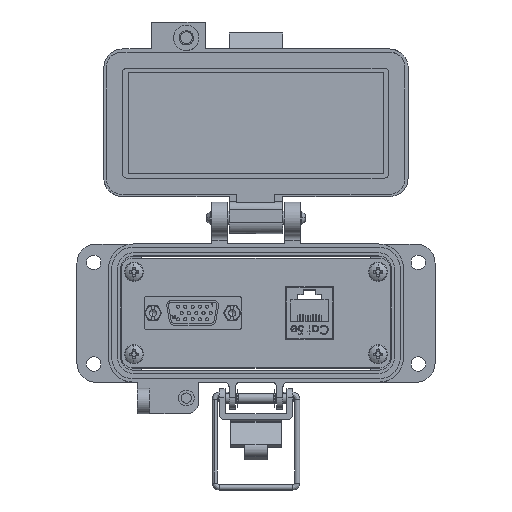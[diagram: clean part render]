
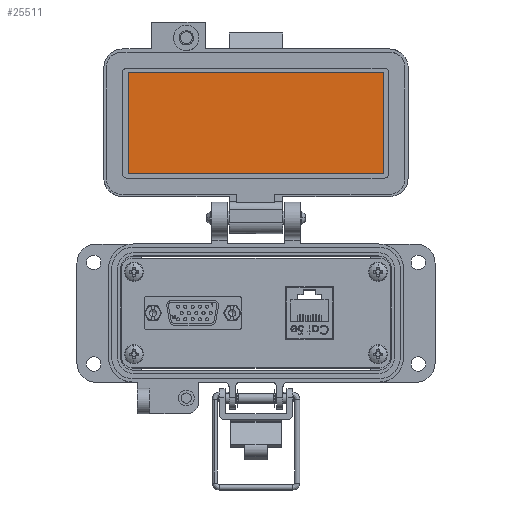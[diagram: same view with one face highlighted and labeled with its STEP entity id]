
A CAD part, top view. The second image highlights one B-rep face of the part: STEP entity #25511.
In plain terms, the highlighted planar face has unit normal (0, 0, 1).
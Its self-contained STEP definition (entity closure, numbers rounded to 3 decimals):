
#2776 = ORIENTED_EDGE ( 'NONE', *, *, #33313, .F. ) ;
#4105 = EDGE_LOOP ( 'NONE', ( #30737, #2776, #49463, #27949 ) ) ;
#5848 = CARTESIAN_POINT ( 'NONE',  ( -40.25, 51.154, -25.55 ) ) ;
#7031 = VERTEX_POINT ( 'NONE', #64237 ) ;
#8590 = AXIS2_PLACEMENT_3D ( 'NONE', #73002, #42220, #25644 ) ;
#10647 = LINE ( 'NONE', #11449, #35055 ) ;
#11449 = CARTESIAN_POINT ( 'NONE',  ( 40.25, 67.154, -25.55 ) ) ;
#11609 = VECTOR ( 'NONE', #12638, 1000. ) ;
#12638 = DIRECTION ( 'NONE',  ( 1., 0., 0. ) ) ;
#15282 = CARTESIAN_POINT ( 'NONE',  ( -40.25, 67.154, -25.55 ) ) ;
#15608 = VECTOR ( 'NONE', #63742, 1000. ) ;
#21685 = LINE ( 'NONE', #15282, #15608 ) ;
#23239 = DIRECTION ( 'NONE',  ( -1., 0., 0. ) ) ;
#25511 = ADVANCED_FACE ( 'NONE', ( #30180 ), #26042, .T. ) ;
#25644 = DIRECTION ( 'NONE',  ( 0., -1., 0. ) ) ;
#26042 = PLANE ( 'NONE',  #8590 ) ;
#26557 = VERTEX_POINT ( 'NONE', #5848 ) ;
#27949 = ORIENTED_EDGE ( 'NONE', *, *, #54736, .F. ) ;
#29253 = LINE ( 'NONE', #53689, #39385 ) ;
#29577 = CARTESIAN_POINT ( 'NONE',  ( 40.25, 51.154, -25.55 ) ) ;
#30180 = FACE_OUTER_BOUND ( 'NONE', #4105, .T. ) ;
#30737 = ORIENTED_EDGE ( 'NONE', *, *, #74527, .F. ) ;
#33313 = EDGE_CURVE ( 'NONE', #26557, #56062, #21685, .T. ) ;
#34291 = DIRECTION ( 'NONE',  ( 0., -1., 0. ) ) ;
#35055 = VECTOR ( 'NONE', #34291, 1000. ) ;
#36659 = EDGE_CURVE ( 'NONE', #58058, #26557, #29253, .T. ) ;
#38808 = CARTESIAN_POINT ( 'NONE',  ( -40.25, 83.154, -25.55 ) ) ;
#39385 = VECTOR ( 'NONE', #23239, 1000. ) ;
#42220 = DIRECTION ( 'NONE',  ( 0., 0., 1. ) ) ;
#49463 = ORIENTED_EDGE ( 'NONE', *, *, #36659, .F. ) ;
#53689 = CARTESIAN_POINT ( 'NONE',  ( 42., 51.154, -25.55 ) ) ;
#54736 = EDGE_CURVE ( 'NONE', #7031, #58058, #10647, .T. ) ;
#56062 = VERTEX_POINT ( 'NONE', #38808 ) ;
#58058 = VERTEX_POINT ( 'NONE', #29577 ) ;
#61089 = LINE ( 'NONE', #79076, #11609 ) ;
#63742 = DIRECTION ( 'NONE',  ( 0., 1., 0. ) ) ;
#64237 = CARTESIAN_POINT ( 'NONE',  ( 40.25, 83.154, -25.55 ) ) ;
#73002 = CARTESIAN_POINT ( 'NONE',  ( -8.5, 67.154, -25.55 ) ) ;
#74527 = EDGE_CURVE ( 'NONE', #56062, #7031, #61089, .T. ) ;
#79076 = CARTESIAN_POINT ( 'NONE',  ( -8.5, 83.154, -25.55 ) ) ;
